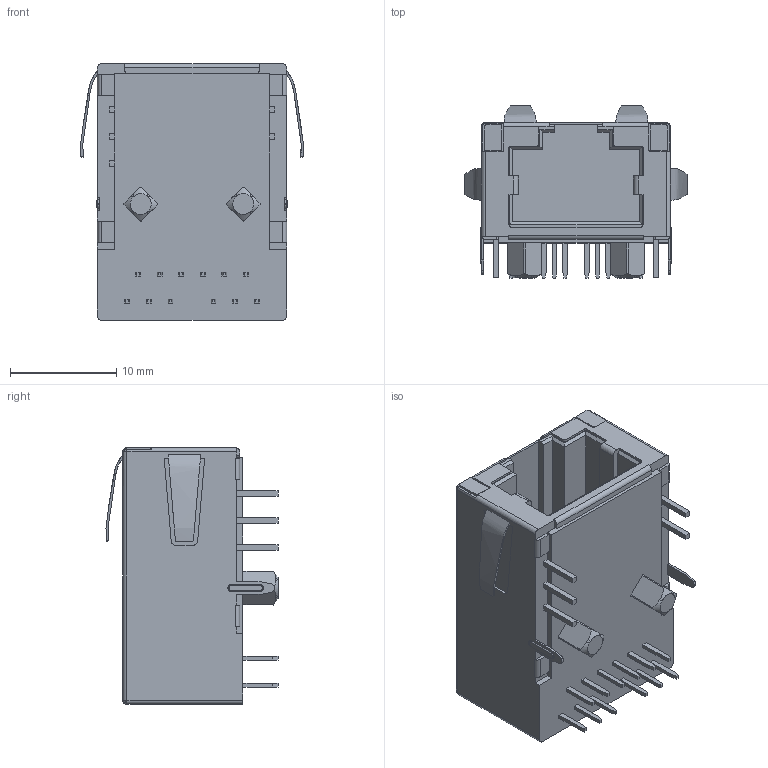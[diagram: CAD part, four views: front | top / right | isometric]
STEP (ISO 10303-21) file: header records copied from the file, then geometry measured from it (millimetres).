
FILE_DESCRIPTION (( 'STEP AP214' ), '1' );
FILE_NAME ('TMJK7003A98NL.STEP', '2022-11-04T10:10:36', ( '' ), ( '' ), 'SwSTEP 2.0', 'SolidWorks 2022', '' );
FILE_SCHEMA (( 'AUTOMOTIVE_DESIGN' ));
Length unit declared in the file: millimetre
Products named in the file (1): TMJK7003A98NL
Bounding box: 20.93 x 16.17 x 24.13 mm (x, y, z)
Volume: 3907.2 mm3; surface area: 2603.8 mm2
Topology: 1 solids, 1 shells, 781 faces, 2088 edges, 1377 vertices
Faces by surface type: plane 524, bspline 150, cylinder 91, sphere 8, torus 8
Entity records: 32698 total; most frequent: CARTESIAN_POINT 14136, ORIENTED_EDGE 4176, DIRECTION 3174, EDGE_CURVE 2088, VECTOR 1548, LINE 1548, VERTEX_POINT 1377, EDGE_LOOP 849
